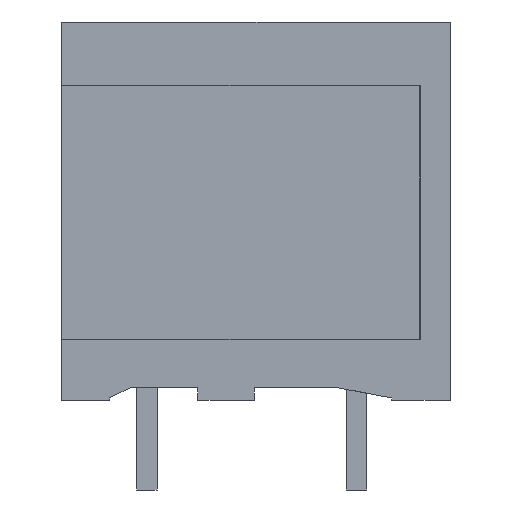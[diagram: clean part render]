
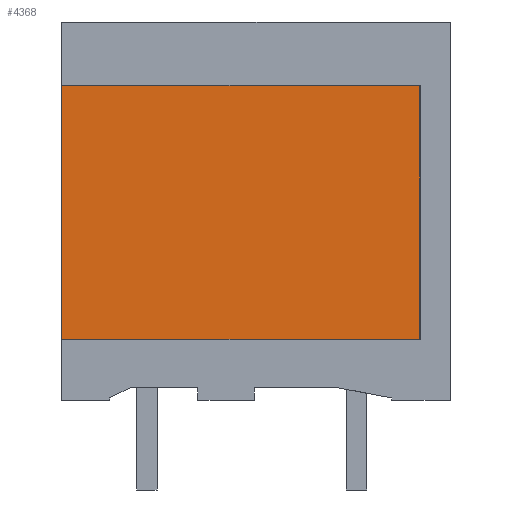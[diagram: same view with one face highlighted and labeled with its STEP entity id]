
A CAD part, left-side view. The second image highlights one B-rep face of the part: STEP entity #4368.
In plain terms, the highlighted planar face has unit normal (-1, 0, 0).
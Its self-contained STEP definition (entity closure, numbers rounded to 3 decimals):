
#4360=AXIS2_PLACEMENT_3D('Plane Axis2P3D',#4357,#4358,#4359) ;
#40=CARTESIAN_POINT('Vertex',(1.1,15.2,15.8)) ;
#45=CARTESIAN_POINT('Line Origine',(1.1,8.2,15.8)) ;
#49=CARTESIAN_POINT('Vertex',(1.1,1.2,15.8)) ;
#88=CARTESIAN_POINT('Vertex',(1.1,15.2,5.9)) ;
#91=CARTESIAN_POINT('Line Origine',(1.1,15.2,10.85)) ;
#490=CARTESIAN_POINT('Line Origine',(1.1,8.2,5.9)) ;
#494=CARTESIAN_POINT('Vertex',(1.1,1.2,5.9)) ;
#520=CARTESIAN_POINT('Line Origine',(1.1,1.2,10.85)) ;
#4357=CARTESIAN_POINT('Axis2P3D Location',(1.1,4.47,3.5)) ;
#46=DIRECTION('Vector Direction',(0.,-1.,0.)) ;
#92=DIRECTION('Vector Direction',(0.,0.,-1.)) ;
#491=DIRECTION('Vector Direction',(0.,1.,0.)) ;
#521=DIRECTION('Vector Direction',(0.,0.,1.)) ;
#4358=DIRECTION('Axis2P3D Direction',(-1.,0.,0.)) ;
#4359=DIRECTION('Axis2P3D XDirection',(0.,-1.,0.)) ;
#47=VECTOR('Line Direction',#46,1.) ;
#93=VECTOR('Line Direction',#92,1.) ;
#492=VECTOR('Line Direction',#491,1.) ;
#522=VECTOR('Line Direction',#521,1.) ;
#4363=ORIENTED_EDGE('',*,*,#51,.T.) ;
#4364=ORIENTED_EDGE('',*,*,#95,.T.) ;
#4365=ORIENTED_EDGE('',*,*,#496,.T.) ;
#4366=ORIENTED_EDGE('',*,*,#524,.T.) ;
#4368=ADVANCED_FACE('Housing LMFS.1\\Model',(#4367),#4361,.T.) ;
#51=EDGE_CURVE('',#50,#41,#48,.F.) ;
#95=EDGE_CURVE('',#41,#89,#94,.T.) ;
#496=EDGE_CURVE('',#89,#495,#493,.F.) ;
#524=EDGE_CURVE('',#495,#50,#523,.T.) ;
#4362=EDGE_LOOP('',(#4363,#4364,#4365,#4366)) ;
#4367=FACE_OUTER_BOUND('',#4362,.T.) ;
#48=LINE('Line',#45,#47) ;
#94=LINE('Line',#91,#93) ;
#493=LINE('Line',#490,#492) ;
#523=LINE('Line',#520,#522) ;
#4361=PLANE('',#4360) ;
#41=VERTEX_POINT('',#40) ;
#50=VERTEX_POINT('',#49) ;
#89=VERTEX_POINT('',#88) ;
#495=VERTEX_POINT('',#494) ;
